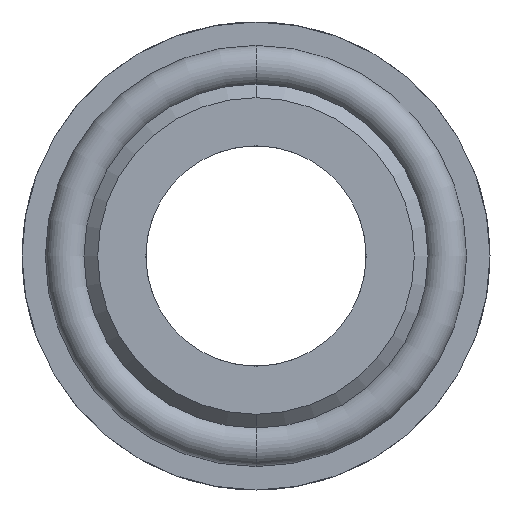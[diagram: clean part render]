
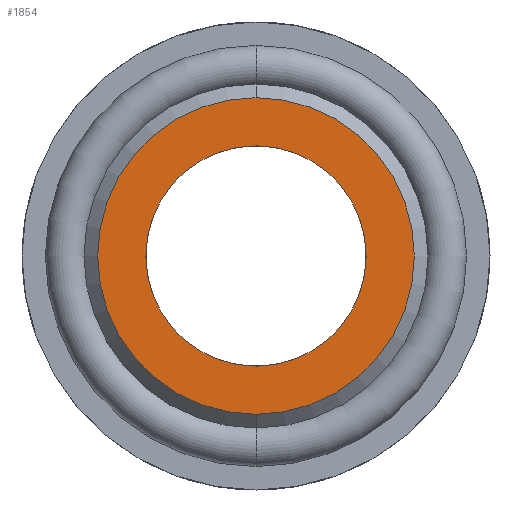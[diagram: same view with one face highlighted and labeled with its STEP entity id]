
A CAD part, front view. The second image highlights one B-rep face of the part: STEP entity #1854.
In plain terms, the highlighted planar face has unit normal (0, -1, 0).
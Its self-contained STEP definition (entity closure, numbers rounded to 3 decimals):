
#101 = ORIENTED_EDGE ( 'NONE', *, *, #1839, .T. ) ;
#136 = ORIENTED_EDGE ( 'NONE', *, *, #1832, .T. ) ;
#150 = ORIENTED_EDGE ( 'NONE', *, *, #1015, .T. ) ;
#227 = ORIENTED_EDGE ( 'NONE', *, *, #1016, .T. ) ;
#371 = EDGE_LOOP ( 'NONE', ( #227, #136 ) ) ;
#373 = EDGE_LOOP ( 'NONE', ( #150, #101 ) ) ;
#482 = VERTEX_POINT ( 'NONE', #1592 ) ;
#487 = VERTEX_POINT ( 'NONE', #1587 ) ;
#488 = VERTEX_POINT ( 'NONE', #1586 ) ;
#490 = VERTEX_POINT ( 'NONE', #1584 ) ;
#671 = CARTESIAN_POINT ( 'NONE',  ( 0., -8.352, 0. ) ) ;
#672 = DIRECTION ( 'NONE',  ( 0., 1., 0. ) ) ;
#673 = DIRECTION ( 'NONE',  ( 0., 0., 1. ) ) ;
#689 = CARTESIAN_POINT ( 'NONE',  ( 0., -8.352, 0. ) ) ;
#693 = DIRECTION ( 'NONE',  ( 0., -1., 0. ) ) ;
#694 = DIRECTION ( 'NONE',  ( 0., 0., 1. ) ) ;
#738 = PLANE ( 'NONE',  #1653 ) ;
#739 = CARTESIAN_POINT ( 'NONE',  ( 6.25, -8.352, 0. ) ) ;
#740 = DIRECTION ( 'NONE',  ( 0., 1., 0. ) ) ;
#741 = DIRECTION ( 'NONE',  ( 0., 0., 1. ) ) ;
#1015 = EDGE_CURVE ( 'NONE', #482, #488, #1176, .T. ) ;
#1016 = EDGE_CURVE ( 'NONE', #490, #487, #1177, .T. ) ;
#1067 = AXIS2_PLACEMENT_3D ( 'NONE', #1892, #1893, #1894 ) ;
#1070 = AXIS2_PLACEMENT_3D ( 'NONE', #1259, #1890, #1891 ) ;
#1103 = CIRCLE ( 'NONE', #1620, 4. ) ;
#1108 = CIRCLE ( 'NONE', #1630, 5.75 ) ;
#1176 = CIRCLE ( 'NONE', #1070, 5.75 ) ;
#1177 = CIRCLE ( 'NONE', #1067, 4. ) ;
#1259 = CARTESIAN_POINT ( 'NONE',  ( 0., -8.352, 0. ) ) ;
#1584 = CARTESIAN_POINT ( 'NONE',  ( 0., -8.352, 4. ) ) ;
#1586 = CARTESIAN_POINT ( 'NONE',  ( 0., -8.352, -5.75 ) ) ;
#1587 = CARTESIAN_POINT ( 'NONE',  ( 0., -8.352, -4. ) ) ;
#1592 = CARTESIAN_POINT ( 'NONE',  ( 0., -8.352, 5.75 ) ) ;
#1620 = AXIS2_PLACEMENT_3D ( 'NONE', #671, #672, #673 ) ;
#1630 = AXIS2_PLACEMENT_3D ( 'NONE', #689, #693, #694 ) ;
#1649 = FACE_OUTER_BOUND ( 'NONE', #373, .T. ) ;
#1651 = FACE_BOUND ( 'NONE', #371, .T. ) ;
#1653 = AXIS2_PLACEMENT_3D ( 'NONE', #739, #740, #741 ) ;
#1832 = EDGE_CURVE ( 'NONE', #487, #490, #1103, .T. ) ;
#1839 = EDGE_CURVE ( 'NONE', #488, #482, #1108, .T. ) ;
#1854 = ADVANCED_FACE ( 'NONE', ( #1649, #1651 ), #738, .F. ) ;
#1890 = DIRECTION ( 'NONE',  ( 0., -1., 0. ) ) ;
#1891 = DIRECTION ( 'NONE',  ( 0., 0., 1. ) ) ;
#1892 = CARTESIAN_POINT ( 'NONE',  ( 0., -8.352, 0. ) ) ;
#1893 = DIRECTION ( 'NONE',  ( 0., 1., 0. ) ) ;
#1894 = DIRECTION ( 'NONE',  ( 0., 0., 1. ) ) ;
